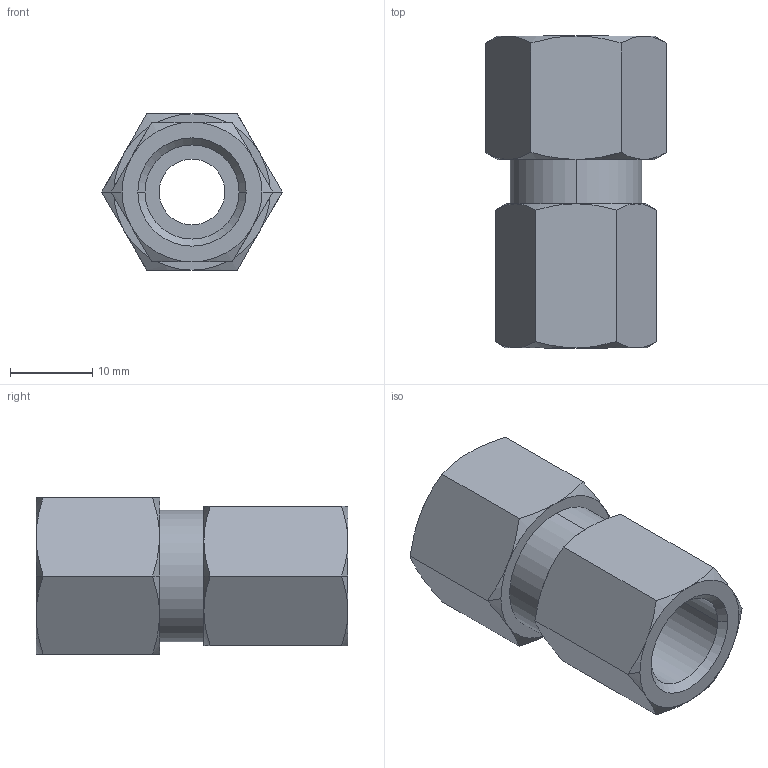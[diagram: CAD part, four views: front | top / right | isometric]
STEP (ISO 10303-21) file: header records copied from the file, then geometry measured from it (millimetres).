
FILE_DESCRIPTION(('STEP AP214'),'1');
FILE_NAME('0114_10_13.stp','2016-07-07T14:13:32',('TraceParts'),('TraceParts S.A.'),'Spatial InterOp 3D',' ',' ');
FILE_SCHEMA(('automotive_design'));
Length unit declared in the file: millimetre
Products named in the file (1): 1
Bounding box: 21.94 x 37.9 x 19 mm (x, y, z)
Volume: 7036.8 mm3; surface area: 4044.3 mm2
Topology: 1 solids, 1 shells, 60 faces, 128 edges, 74 vertices
Faces by surface type: cone 34, plane 18, cylinder 8
Entity records: 1657 total; most frequent: CARTESIAN_POINT 455, ORIENTED_EDGE 256, DIRECTION 252, EDGE_CURVE 128, AXIS2_PLACEMENT_3D 111, VERTEX_POINT 74, EDGE_LOOP 66, ADVANCED_FACE 60
